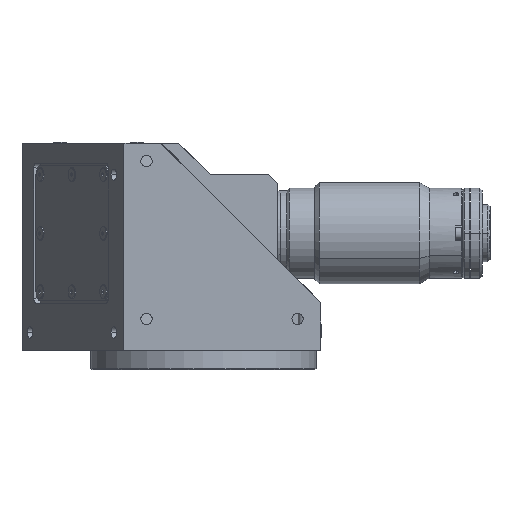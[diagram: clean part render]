
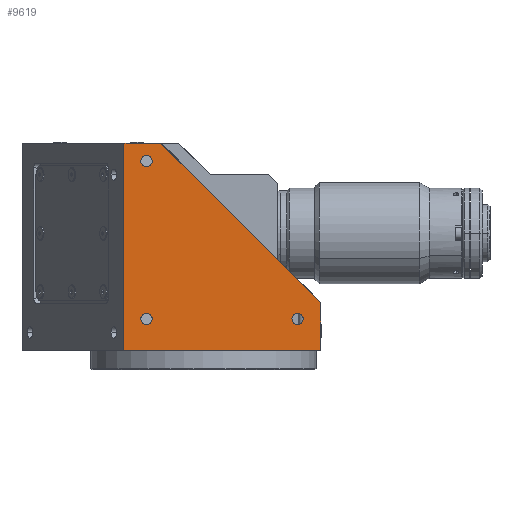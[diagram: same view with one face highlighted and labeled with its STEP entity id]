
A CAD part, front view. The second image highlights one B-rep face of the part: STEP entity #9619.
In plain terms, the highlighted planar face has unit normal (0, -1, 0).
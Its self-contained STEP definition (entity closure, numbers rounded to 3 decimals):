
#251 = AXIS2_PLACEMENT_3D ( 'NONE', #2017, #3095, #3173 ) ;
#488 = AXIS2_PLACEMENT_3D ( 'NONE', #8461, #8394, #13835 ) ;
#737 = VERTEX_POINT ( 'NONE', #3755 ) ;
#896 = AXIS2_PLACEMENT_3D ( 'NONE', #2809, #10491, #1719 ) ;
#1128 = LINE ( 'NONE', #7806, #6460 ) ;
#1196 = DIRECTION ( 'NONE',  ( 0., 0., 1. ) ) ;
#1428 = VERTEX_POINT ( 'NONE', #3427 ) ;
#1719 = DIRECTION ( 'NONE',  ( 0., 0., -1. ) ) ;
#1907 = AXIS2_PLACEMENT_3D ( 'NONE', #5195, #7597, #10989 ) ;
#2017 = CARTESIAN_POINT ( 'NONE',  ( -25.185, -52., 274.192 ) ) ;
#2094 = CARTESIAN_POINT ( 'NONE',  ( -18.787, -52., 282.192 ) ) ;
#2290 = VERTEX_POINT ( 'NONE', #6445 ) ;
#2582 = DIRECTION ( 'NONE',  ( 0., 0., -1. ) ) ;
#2687 = DIRECTION ( 'NONE',  ( -0.707, 0., 0.707 ) ) ;
#2809 = CARTESIAN_POINT ( 'NONE',  ( 41.815, -52., 204.192 ) ) ;
#3095 = DIRECTION ( 'NONE',  ( 0., -1., 0. ) ) ;
#3173 = DIRECTION ( 'NONE',  ( 0., 0., -1. ) ) ;
#3241 = EDGE_CURVE ( 'NONE', #2290, #12305, #10207, .T. ) ;
#3367 = ORIENTED_EDGE ( 'NONE', *, *, #8067, .F. ) ;
#3409 = DIRECTION ( 'NONE',  ( 0., 0., -1. ) ) ;
#3427 = CARTESIAN_POINT ( 'NONE',  ( -25.185, -52., 271.692 ) ) ;
#3460 = EDGE_CURVE ( 'NONE', #1428, #9386, #5842, .T. ) ;
#3738 = FACE_BOUND ( 'NONE', #12784, .T. ) ;
#3755 = CARTESIAN_POINT ( 'NONE',  ( -25.185, -52., 201.692 ) ) ;
#3757 = VECTOR ( 'NONE', #11895, 1000. ) ;
#3968 = VERTEX_POINT ( 'NONE', #12405 ) ;
#4154 = ORIENTED_EDGE ( 'NONE', *, *, #9520, .T. ) ;
#4592 = CARTESIAN_POINT ( 'NONE',  ( -25.185, -52., 274.192 ) ) ;
#4651 = EDGE_CURVE ( 'NONE', #9386, #1428, #14162, .T. ) ;
#4661 = DIRECTION ( 'NONE',  ( 0., -1., 0. ) ) ;
#4693 = EDGE_LOOP ( 'NONE', ( #4154, #11443, #7045, #11079, #5755 ) ) ;
#4927 = EDGE_CURVE ( 'NONE', #8600, #3968, #8567, .T. ) ;
#5108 = VERTEX_POINT ( 'NONE', #7902 ) ;
#5146 = CARTESIAN_POINT ( 'NONE',  ( -25.185, -52., 276.692 ) ) ;
#5195 = CARTESIAN_POINT ( 'NONE',  ( -25.185, -52., 204.192 ) ) ;
#5478 = AXIS2_PLACEMENT_3D ( 'NONE', #14366, #13350, #3409 ) ;
#5755 = ORIENTED_EDGE ( 'NONE', *, *, #7519, .T. ) ;
#5842 = CIRCLE ( 'NONE', #251, 2.5 ) ;
#5986 = ORIENTED_EDGE ( 'NONE', *, *, #3460, .F. ) ;
#5998 = CARTESIAN_POINT ( 'NONE',  ( -35.185, -52., 190.192 ) ) ;
#6203 = EDGE_LOOP ( 'NONE', ( #6416, #10112 ) ) ;
#6416 = ORIENTED_EDGE ( 'NONE', *, *, #3241, .F. ) ;
#6436 = VERTEX_POINT ( 'NONE', #10482 ) ;
#6445 = CARTESIAN_POINT ( 'NONE',  ( 41.815, -52., 201.692 ) ) ;
#6460 = VECTOR ( 'NONE', #1196, 1000. ) ;
#6988 = AXIS2_PLACEMENT_3D ( 'NONE', #4592, #4661, #9079 ) ;
#7045 = ORIENTED_EDGE ( 'NONE', *, *, #10459, .F. ) ;
#7165 = CIRCLE ( 'NONE', #896, 2.5 ) ;
#7519 = EDGE_CURVE ( 'NONE', #8600, #6436, #12744, .T. ) ;
#7597 = DIRECTION ( 'NONE',  ( 0., -1., 0. ) ) ;
#7806 = CARTESIAN_POINT ( 'NONE',  ( 52., -52., 180.192 ) ) ;
#7902 = CARTESIAN_POINT ( 'NONE',  ( 52., -52., 211.405 ) ) ;
#8067 = EDGE_CURVE ( 'NONE', #737, #9760, #13110, .T. ) ;
#8394 = DIRECTION ( 'NONE',  ( 0., -1., 0. ) ) ;
#8461 = CARTESIAN_POINT ( 'NONE',  ( 41.815, -52., 204.192 ) ) ;
#8567 = LINE ( 'NONE', #12986, #3757 ) ;
#8570 = VERTEX_POINT ( 'NONE', #2094 ) ;
#8600 = VERTEX_POINT ( 'NONE', #5998 ) ;
#9079 = DIRECTION ( 'NONE',  ( 0., 0., -1. ) ) ;
#9350 = CARTESIAN_POINT ( 'NONE',  ( -35.185, -52., 282.192 ) ) ;
#9386 = VERTEX_POINT ( 'NONE', #5146 ) ;
#9520 = EDGE_CURVE ( 'NONE', #6436, #5108, #1128, .T. ) ;
#9531 = CARTESIAN_POINT ( 'NONE',  ( -25.185, -52., 206.692 ) ) ;
#9544 = CARTESIAN_POINT ( 'NONE',  ( -35.185, -52., 190.192 ) ) ;
#9608 = DIRECTION ( 'NONE',  ( 1., 0., 0. ) ) ;
#9619 = ADVANCED_FACE ( 'NONE', ( #3738, #13537, #11421, #10184 ), #12582, .T. ) ;
#9627 = ORIENTED_EDGE ( 'NONE', *, *, #14145, .F. ) ;
#9760 = VERTEX_POINT ( 'NONE', #9531 ) ;
#10112 = ORIENTED_EDGE ( 'NONE', *, *, #11453, .F. ) ;
#10122 = AXIS2_PLACEMENT_3D ( 'NONE', #10326, #11495, #2582 ) ;
#10184 = FACE_OUTER_BOUND ( 'NONE', #4693, .T. ) ;
#10207 = CIRCLE ( 'NONE', #488, 2.5 ) ;
#10326 = CARTESIAN_POINT ( 'NONE',  ( -35.185, -52., 180.192 ) ) ;
#10443 = LINE ( 'NONE', #9350, #14067 ) ;
#10459 = EDGE_CURVE ( 'NONE', #3968, #8570, #10443, .T. ) ;
#10468 = CIRCLE ( 'NONE', #1907, 2.5 ) ;
#10482 = CARTESIAN_POINT ( 'NONE',  ( 52., -52., 190.192 ) ) ;
#10491 = DIRECTION ( 'NONE',  ( 0., -1., 0. ) ) ;
#10656 = CARTESIAN_POINT ( 'NONE',  ( -18.787, -52., 282.192 ) ) ;
#10989 = DIRECTION ( 'NONE',  ( 0., 0., -1. ) ) ;
#11079 = ORIENTED_EDGE ( 'NONE', *, *, #4927, .F. ) ;
#11105 = VECTOR ( 'NONE', #2687, 1000. ) ;
#11421 = FACE_BOUND ( 'NONE', #14200, .T. ) ;
#11443 = ORIENTED_EDGE ( 'NONE', *, *, #12141, .T. ) ;
#11453 = EDGE_CURVE ( 'NONE', #12305, #2290, #7165, .T. ) ;
#11495 = DIRECTION ( 'NONE',  ( 0., -1., 0. ) ) ;
#11669 = LINE ( 'NONE', #10656, #11105 ) ;
#11895 = DIRECTION ( 'NONE',  ( 0., 0., 1. ) ) ;
#12141 = EDGE_CURVE ( 'NONE', #5108, #8570, #11669, .T. ) ;
#12169 = CARTESIAN_POINT ( 'NONE',  ( 41.815, -52., 206.692 ) ) ;
#12305 = VERTEX_POINT ( 'NONE', #12169 ) ;
#12405 = CARTESIAN_POINT ( 'NONE',  ( -35.185, -52., 282.192 ) ) ;
#12472 = DIRECTION ( 'NONE',  ( 1., 0., 0. ) ) ;
#12582 = PLANE ( 'NONE',  #10122 ) ;
#12744 = LINE ( 'NONE', #9544, #13883 ) ;
#12784 = EDGE_LOOP ( 'NONE', ( #5986, #13962 ) ) ;
#12986 = CARTESIAN_POINT ( 'NONE',  ( -35.185, -52., 180.192 ) ) ;
#13110 = CIRCLE ( 'NONE', #5478, 2.5 ) ;
#13350 = DIRECTION ( 'NONE',  ( 0., -1., 0. ) ) ;
#13537 = FACE_BOUND ( 'NONE', #6203, .T. ) ;
#13835 = DIRECTION ( 'NONE',  ( 0., 0., -1. ) ) ;
#13883 = VECTOR ( 'NONE', #9608, 1000. ) ;
#13962 = ORIENTED_EDGE ( 'NONE', *, *, #4651, .F. ) ;
#14067 = VECTOR ( 'NONE', #12472, 1000. ) ;
#14145 = EDGE_CURVE ( 'NONE', #9760, #737, #10468, .T. ) ;
#14162 = CIRCLE ( 'NONE', #6988, 2.5 ) ;
#14200 = EDGE_LOOP ( 'NONE', ( #3367, #9627 ) ) ;
#14366 = CARTESIAN_POINT ( 'NONE',  ( -25.185, -52., 204.192 ) ) ;
